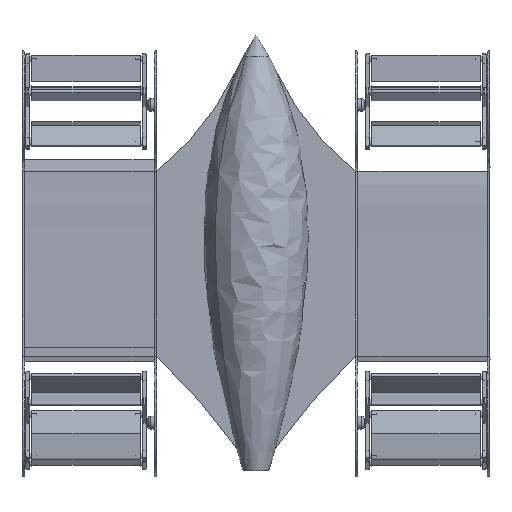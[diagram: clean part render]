
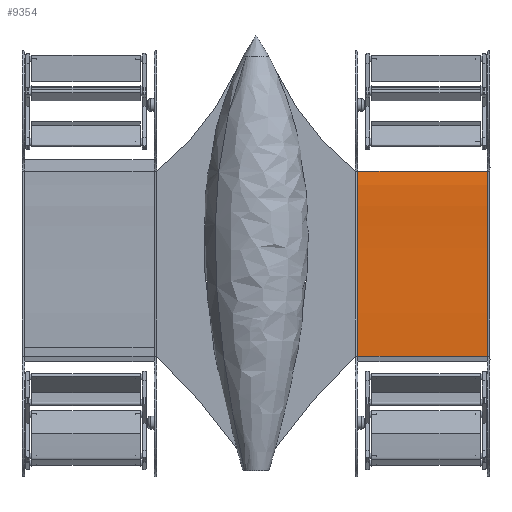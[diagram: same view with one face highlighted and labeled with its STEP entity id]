
A CAD part, front view. The second image highlights one B-rep face of the part: STEP entity #9354.
In plain terms, the highlighted free-form (B-spline) face has degree [3, 1] with [5, 2] control points.
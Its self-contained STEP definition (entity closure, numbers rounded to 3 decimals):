
#974 = VERTEX_POINT('',#975);
#975 = CARTESIAN_POINT('',(161.695,64.865,
    161.288));
#976 = VERTEX_POINT('',#977);
#977 = CARTESIAN_POINT('',(161.695,64.865,
    140.924));
#982 = EDGE_CURVE('',#974,#976,#983,.T.);
#983 = B_SPLINE_CURVE_WITH_KNOTS('',3,(#984,#985,#986,#987),
  .UNSPECIFIED.,.F.,.F.,(4,4),(0.077,0.298),
  .PIECEWISE_BEZIER_KNOTS.);
#984 = CARTESIAN_POINT('',(161.695,64.865,
    161.288));
#985 = CARTESIAN_POINT('',(161.695,64.33,
    154.536));
#986 = CARTESIAN_POINT('',(161.695,64.701,
    147.723));
#987 = CARTESIAN_POINT('',(161.695,64.865,
    140.924));
#998 = VERTEX_POINT('',#999);
#999 = CARTESIAN_POINT('',(161.695,64.865,
    119.585));
#1000 = VERTEX_POINT('',#1001);
#1001 = CARTESIAN_POINT('',(161.695,64.865,
    75.968));
#1006 = EDGE_CURVE('',#998,#1000,#1007,.T.);
#1007 = B_SPLINE_CURVE_WITH_KNOTS('',3,(#1008,#1009,#1010,#1011),
  .UNSPECIFIED.,.F.,.F.,(4,4),(0.528,1.),
  .PIECEWISE_BEZIER_KNOTS.);
#1008 = CARTESIAN_POINT('',(161.695,64.865,
    119.585));
#1009 = CARTESIAN_POINT('',(161.695,64.629,
    105.062));
#1010 = CARTESIAN_POINT('',(161.695,64.148,
    90.555));
#1011 = CARTESIAN_POINT('',(161.695,64.865,
    75.968));
#1021 = EDGE_CURVE('',#1022,#1024,#1026,.T.);
#1022 = VERTEX_POINT('',#1023);
#1023 = CARTESIAN_POINT('',(97.002,64.865,
    140.924));
#1024 = VERTEX_POINT('',#1025);
#1025 = CARTESIAN_POINT('',(97.002,64.865,
    119.585));
#1026 = B_SPLINE_CURVE_WITH_KNOTS('',3,(#1027,#1028,#1029,#1030),
  .UNSPECIFIED.,.F.,.F.,(4,4),(0.298,0.528),
  .PIECEWISE_BEZIER_KNOTS.);
#1027 = CARTESIAN_POINT('',(97.002,64.865,
    140.924));
#1028 = CARTESIAN_POINT('',(97.002,65.036,
    133.8));
#1029 = CARTESIAN_POINT('',(97.002,64.98,
    126.69));
#1030 = CARTESIAN_POINT('',(97.002,64.865,
    119.585));
#1104 = EDGE_CURVE('',#1105,#1107,#1109,.T.);
#1105 = VERTEX_POINT('',#1106);
#1106 = CARTESIAN_POINT('',(97.002,65.812,
    168.375));
#1107 = VERTEX_POINT('',#1108);
#1108 = CARTESIAN_POINT('',(97.002,64.865,
    161.288));
#1109 = B_SPLINE_CURVE_WITH_KNOTS('',3,(#1110,#1111,#1112,#1113),
  .UNSPECIFIED.,.F.,.F.,(4,4),(0.,0.077),
  .PIECEWISE_BEZIER_KNOTS.);
#1110 = CARTESIAN_POINT('',(97.002,65.812,
    168.375));
#1111 = CARTESIAN_POINT('',(97.002,65.352,
    166.022));
#1112 = CARTESIAN_POINT('',(97.002,65.053,
    163.659));
#1113 = CARTESIAN_POINT('',(97.002,64.865,
    161.288));
#1210 = VERTEX_POINT('',#1211);
#1211 = CARTESIAN_POINT('',(97.002,64.865,
    75.968));
#9293 = EDGE_CURVE('',#1107,#1022,#9294,.T.);
#9294 = B_SPLINE_CURVE_WITH_KNOTS('',3,(#9295,#9296,#9297,#9298),
  .UNSPECIFIED.,.F.,.F.,(4,4),(0.077,0.298),
  .PIECEWISE_BEZIER_KNOTS.);
#9295 = CARTESIAN_POINT('',(97.002,64.865,
    161.288));
#9296 = CARTESIAN_POINT('',(97.002,64.33,
    154.536));
#9297 = CARTESIAN_POINT('',(97.002,64.701,
    147.723));
#9298 = CARTESIAN_POINT('',(97.002,64.865,
    140.924));
#9309 = EDGE_CURVE('',#1024,#1210,#9310,.T.);
#9310 = B_SPLINE_CURVE_WITH_KNOTS('',3,(#9311,#9312,#9313,#9314),
  .UNSPECIFIED.,.F.,.F.,(4,4),(0.528,1.),
  .PIECEWISE_BEZIER_KNOTS.);
#9311 = CARTESIAN_POINT('',(97.002,64.865,
    119.585));
#9312 = CARTESIAN_POINT('',(97.002,64.629,
    105.062));
#9313 = CARTESIAN_POINT('',(97.002,64.148,
    90.555));
#9314 = CARTESIAN_POINT('',(97.002,64.865,
    75.968));
#9354 = ADVANCED_FACE('',(#9355),#9389,.F.);
#9355 = FACE_BOUND('',#9356,.F.);
#9356 = EDGE_LOOP('',(#9357,#9364,#9371,#9372,#9379,#9380,#9385,#9386,
    #9387,#9388));
#9357 = ORIENTED_EDGE('',*,*,#9358,.F.);
#9358 = EDGE_CURVE('',#9359,#1105,#9361,.T.);
#9359 = VERTEX_POINT('',#9360);
#9360 = CARTESIAN_POINT('',(161.695,65.812,
    168.375));
#9361 = B_SPLINE_CURVE_WITH_KNOTS('',1,(#9362,#9363),.UNSPECIFIED.,.F.,
  .F.,(2,2),(-0.,50.),.PIECEWISE_BEZIER_KNOTS.);
#9362 = CARTESIAN_POINT('',(161.695,65.812,
    168.375));
#9363 = CARTESIAN_POINT('',(97.002,65.812,
    168.375));
#9364 = ORIENTED_EDGE('',*,*,#9365,.T.);
#9365 = EDGE_CURVE('',#9359,#974,#9366,.T.);
#9366 = B_SPLINE_CURVE_WITH_KNOTS('',3,(#9367,#9368,#9369,#9370),
  .UNSPECIFIED.,.F.,.F.,(4,4),(0.,0.077),
  .PIECEWISE_BEZIER_KNOTS.);
#9367 = CARTESIAN_POINT('',(161.695,65.812,
    168.375));
#9368 = CARTESIAN_POINT('',(161.695,65.352,
    166.022));
#9369 = CARTESIAN_POINT('',(161.695,65.053,
    163.659));
#9370 = CARTESIAN_POINT('',(161.695,64.865,
    161.288));
#9371 = ORIENTED_EDGE('',*,*,#982,.T.);
#9372 = ORIENTED_EDGE('',*,*,#9373,.T.);
#9373 = EDGE_CURVE('',#976,#998,#9374,.T.);
#9374 = B_SPLINE_CURVE_WITH_KNOTS('',3,(#9375,#9376,#9377,#9378),
  .UNSPECIFIED.,.F.,.F.,(4,4),(0.298,0.528),
  .PIECEWISE_BEZIER_KNOTS.);
#9375 = CARTESIAN_POINT('',(161.695,64.865,
    140.924));
#9376 = CARTESIAN_POINT('',(161.695,65.036,133.8
    ));
#9377 = CARTESIAN_POINT('',(161.695,64.98,
    126.69));
#9378 = CARTESIAN_POINT('',(161.695,64.865,
    119.585));
#9379 = ORIENTED_EDGE('',*,*,#1006,.T.);
#9380 = ORIENTED_EDGE('',*,*,#9381,.T.);
#9381 = EDGE_CURVE('',#1000,#1210,#9382,.T.);
#9382 = B_SPLINE_CURVE_WITH_KNOTS('',1,(#9383,#9384),.UNSPECIFIED.,.F.,
  .F.,(2,2),(-0.,50.),.PIECEWISE_BEZIER_KNOTS.);
#9383 = CARTESIAN_POINT('',(161.695,64.865,
    75.968));
#9384 = CARTESIAN_POINT('',(97.002,64.865,
    75.968));
#9385 = ORIENTED_EDGE('',*,*,#9309,.F.);
#9386 = ORIENTED_EDGE('',*,*,#1021,.F.);
#9387 = ORIENTED_EDGE('',*,*,#9293,.F.);
#9388 = ORIENTED_EDGE('',*,*,#1104,.F.);
#9389 = B_SPLINE_SURFACE_WITH_KNOTS('',3,1,(
    (#9390,#9391)
    ,(#9392,#9393)
    ,(#9394,#9395)
    ,(#9396,#9397)
    ,(#9398,#9399
    )),.UNSPECIFIED.,.F.,.F.,.F.,(4,1,4),(2,2),(0.,0.298,1.),(
    0.,1.),.UNSPECIFIED.);
#9390 = CARTESIAN_POINT('',(161.695,65.812,
    168.375));
#9391 = CARTESIAN_POINT('',(97.002,65.812,
    168.375));
#9392 = CARTESIAN_POINT('',(161.695,64.043,
    159.321));
#9393 = CARTESIAN_POINT('',(97.002,64.043,
    159.321));
#9394 = CARTESIAN_POINT('',(161.695,66.061,
    128.364));
#9395 = CARTESIAN_POINT('',(97.002,66.061,
    128.364));
#9396 = CARTESIAN_POINT('',(161.695,63.797,
    97.691));
#9397 = CARTESIAN_POINT('',(97.002,63.797,
    97.691));
#9398 = CARTESIAN_POINT('',(161.695,64.865,
    75.968));
#9399 = CARTESIAN_POINT('',(97.002,64.865,
    75.968));
